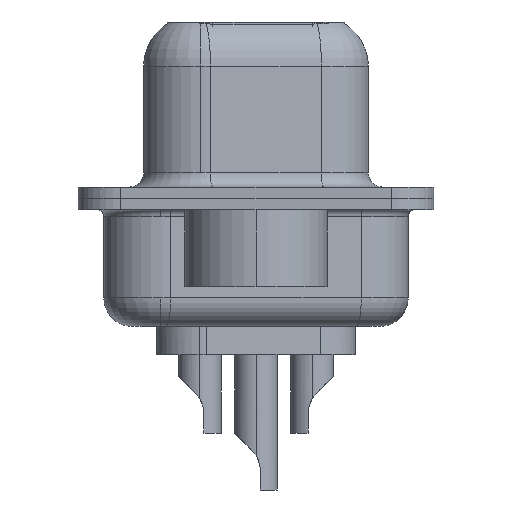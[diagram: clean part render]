
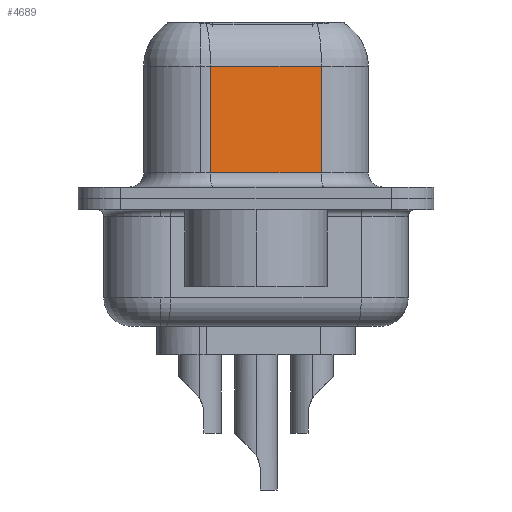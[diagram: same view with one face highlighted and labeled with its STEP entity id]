
A CAD part, left-side view. The second image highlights one B-rep face of the part: STEP entity #4689.
In plain terms, the highlighted planar face has unit normal (-0.985, -0.174, 0).
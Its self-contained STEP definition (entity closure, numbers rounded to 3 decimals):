
#611 = EDGE_CURVE ( 'NONE', #18472, #5720, #3382, .T. ) ;
#1068 = EDGE_CURVE ( 'NONE', #18472, #18962, #11050, .T. ) ;
#1072 = LINE ( 'NONE', #16035, #17008 ) ;
#1604 = EDGE_CURVE ( 'NONE', #10727, #18962, #1072, .T. ) ;
#2280 = CARTESIAN_POINT ( 'NONE',  ( 4.38, 1.603, 0.9 ) ) ;
#2684 = CARTESIAN_POINT ( 'NONE',  ( 4.38, 1.603, 4.65 ) ) ;
#2736 = AXIS2_PLACEMENT_3D ( 'NONE', #12133, #9084, #3260 ) ;
#3038 = EDGE_LOOP ( 'NONE', ( #16524, #16335, #16492, #15246 ) ) ;
#3260 = DIRECTION ( 'NONE',  ( -0.174, 0.985, 0. ) ) ;
#3382 = LINE ( 'NONE', #16789, #17655 ) ;
#3932 = CARTESIAN_POINT ( 'NONE',  ( 5.068, -2.297, 6.4 ) ) ;
#4689 = ADVANCED_FACE ( 'NONE', ( #7614 ), #4899, .F. ) ;
#4899 = PLANE ( 'NONE',  #2736 ) ;
#4931 = DIRECTION ( 'NONE',  ( -0.174, 0.985, 0. ) ) ;
#5407 = EDGE_CURVE ( 'NONE', #5720, #10727, #8341, .T. ) ;
#5720 = VERTEX_POINT ( 'NONE', #2684 ) ;
#7111 = CARTESIAN_POINT ( 'NONE',  ( 5.068, -2.297, 0.9 ) ) ;
#7614 = FACE_OUTER_BOUND ( 'NONE', #3038, .T. ) ;
#8341 = LINE ( 'NONE', #9924, #17438 ) ;
#9084 = DIRECTION ( 'NONE',  ( 0.985, 0.174, 0. ) ) ;
#9819 = CARTESIAN_POINT ( 'NONE',  ( 5.068, -2.297, 4.65 ) ) ;
#9924 = CARTESIAN_POINT ( 'NONE',  ( 4.38, 1.603, 6.4 ) ) ;
#10727 = VERTEX_POINT ( 'NONE', #2280 ) ;
#11050 = LINE ( 'NONE', #3932, #11989 ) ;
#11989 = VECTOR ( 'NONE', #15672, 1000. ) ;
#12133 = CARTESIAN_POINT ( 'NONE',  ( 5.068, -2.297, 6.4 ) ) ;
#13283 = DIRECTION ( 'NONE',  ( 0.174, -0.985, 0. ) ) ;
#15246 = ORIENTED_EDGE ( 'NONE', *, *, #1604, .T. ) ;
#15672 = DIRECTION ( 'NONE',  ( 0., 0., -1. ) ) ;
#16035 = CARTESIAN_POINT ( 'NONE',  ( 5.068, -2.297, 0.9 ) ) ;
#16335 = ORIENTED_EDGE ( 'NONE', *, *, #611, .T. ) ;
#16492 = ORIENTED_EDGE ( 'NONE', *, *, #5407, .T. ) ;
#16524 = ORIENTED_EDGE ( 'NONE', *, *, #1068, .F. ) ;
#16789 = CARTESIAN_POINT ( 'NONE',  ( 5.068, -2.297, 4.65 ) ) ;
#17008 = VECTOR ( 'NONE', #13283, 1000. ) ;
#17197 = DIRECTION ( 'NONE',  ( 0., 0., -1. ) ) ;
#17438 = VECTOR ( 'NONE', #17197, 1000. ) ;
#17655 = VECTOR ( 'NONE', #4931, 1000. ) ;
#18472 = VERTEX_POINT ( 'NONE', #9819 ) ;
#18962 = VERTEX_POINT ( 'NONE', #7111 ) ;
